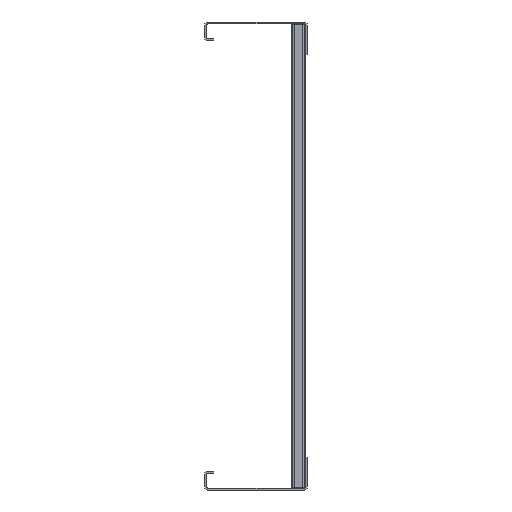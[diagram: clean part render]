
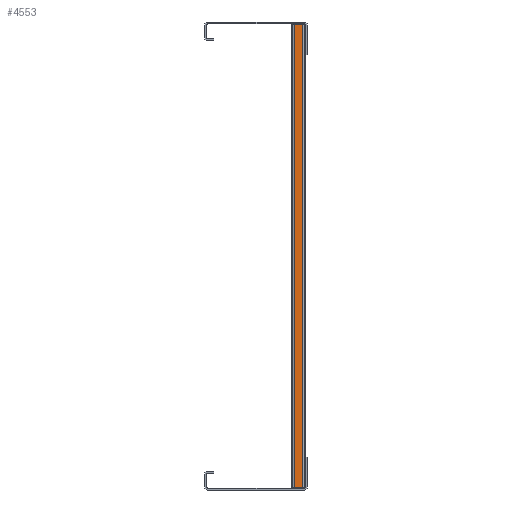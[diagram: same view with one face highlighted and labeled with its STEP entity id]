
A CAD part, left-side view. The second image highlights one B-rep face of the part: STEP entity #4553.
In plain terms, the highlighted face is planar.
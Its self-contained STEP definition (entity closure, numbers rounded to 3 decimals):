
#4146=DIRECTION('',(1.,0.,0.));
#4147=VECTOR('',#4146,495.);
#4148=CARTESIAN_POINT('',(0.,12.,15.));
#4149=LINE('',#4148,#4147);
#4154=DIRECTION('',(0.,1.,0.));
#4155=VECTOR('',#4154,9.);
#4156=CARTESIAN_POINT('',(495.,3.,15.));
#4157=LINE('',#4156,#4155);
#4166=DIRECTION('',(0.,1.,0.));
#4167=VECTOR('',#4166,9.);
#4168=CARTESIAN_POINT('',(0.,3.,15.));
#4169=LINE('',#4168,#4167);
#4188=DIRECTION('',(-1.,0.,0.));
#4189=VECTOR('',#4188,495.);
#4190=CARTESIAN_POINT('',(495.,3.,15.));
#4191=LINE('',#4190,#4189);
#4406=CARTESIAN_POINT('',(0.,3.,15.));
#4408=VERTEX_POINT('',#4406);
#4410=CARTESIAN_POINT('',(0.,12.,15.));
#4411=VERTEX_POINT('',#4410);
#4446=CARTESIAN_POINT('',(495.,3.,15.));
#4447=CARTESIAN_POINT('',(495.,12.,15.));
#4448=VERTEX_POINT('',#4446);
#4449=VERTEX_POINT('',#4447);
#4540=CARTESIAN_POINT('',(295.,12.,15.));
#4541=DIRECTION('',(0.,0.,-1.));
#4542=DIRECTION('',(0.,1.,0.));
#4543=AXIS2_PLACEMENT_3D('',#4540,#4541,#4542);
#4544=PLANE('',#4543);
#4546=ORIENTED_EDGE('',*,*,#4545,.T.);
#4547=ORIENTED_EDGE('',*,*,#4530,.T.);
#4548=ORIENTED_EDGE('',*,*,#4520,.F.);
#4550=ORIENTED_EDGE('',*,*,#4549,.T.);
#4551=EDGE_LOOP('',(#4546,#4547,#4548,#4550));
#4552=FACE_OUTER_BOUND('',#4551,.F.);
#4553=ADVANCED_FACE('',(#4552),#4544,.F.);
#4520=EDGE_CURVE('',#4448,#4449,#4157,.T.);
#4530=EDGE_CURVE('',#4411,#4449,#4149,.T.);
#4545=EDGE_CURVE('',#4408,#4411,#4169,.T.);
#4549=EDGE_CURVE('',#4448,#4408,#4191,.T.);
